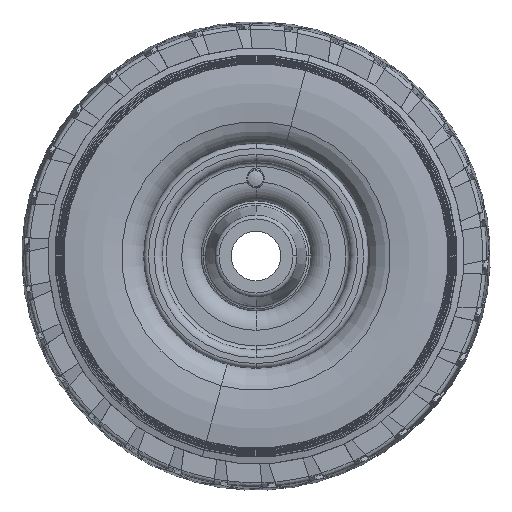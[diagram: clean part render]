
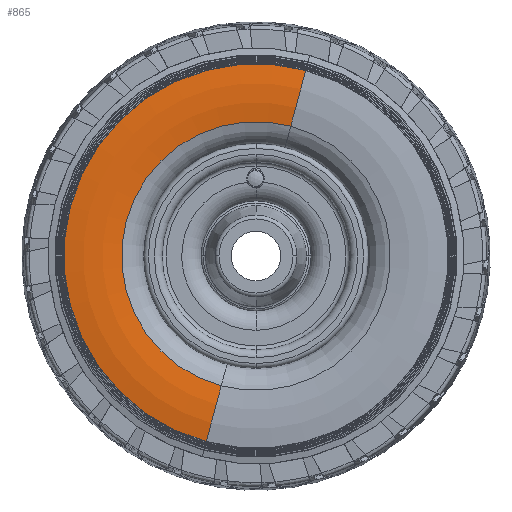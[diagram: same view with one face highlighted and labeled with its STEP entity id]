
A CAD part, front view. The second image highlights one B-rep face of the part: STEP entity #865.
In plain terms, the highlighted toroidal (fillet/blend) face has major radius 83.822 mm and minor radius 83.477 mm.
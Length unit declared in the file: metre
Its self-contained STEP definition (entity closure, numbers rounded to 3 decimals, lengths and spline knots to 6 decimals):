
#865=ADVANCED_FACE('1403:44149',(#3554),#3555,.T.);
#3554=FACE_OUTER_BOUND('',#9950,.T.);
#3555=TOROIDAL_SURFACE('',#9951,0.083822,0.083477);
#9950=EDGE_LOOP('',(#20440,#20441,#20442,#20443));
#9951=AXIS2_PLACEMENT_3D('',#20444,#20445,#20446);
#20440=ORIENTED_EDGE('',*,*,#39338,.T.);
#20441=ORIENTED_EDGE('',*,*,#39357,.T.);
#20442=ORIENTED_EDGE('',*,*,#39340,.T.);
#20443=ORIENTED_EDGE('',*,*,#39355,.T.);
#20444=CARTESIAN_POINT('',(0.0,0.045977,0.0));
#20445=DIRECTION('',(0.0,1.0,0.0));
#20446=DIRECTION('',(0.0,0.0,1.0));
#39338=EDGE_CURVE('',#46870,#46657,#46871,.T.);
#39340=EDGE_CURVE('',#46659,#46872,#46874,.T.);
#39355=EDGE_CURVE('1407:176992',#46872,#46870,#46895,.T.);
#39357=EDGE_CURVE('1403:44482',#46657,#46659,#46897,.T.);
#46657=VERTEX_POINT('',#67262);
#46659=VERTEX_POINT('',#67265);
#46870=VERTEX_POINT('',#67527);
#46871=CIRCLE('',#67528,0.083477);
#46872=VERTEX_POINT('',#67529);
#46874=CIRCLE('',#67531,0.083477);
#46895=CIRCLE('',#67554,0.068737);
#46897=CIRCLE('',#67556,0.098239);
#67262=CARTESIAN_POINT('',(0.0,-0.036246,0.098239));
#67265=CARTESIAN_POINT('',(0.,-0.036246,-0.098239));
#67527=CARTESIAN_POINT('',(0.,-0.036124,0.068737));
#67528=AXIS2_PLACEMENT_3D('',#105396,#105397,#105398);
#67529=CARTESIAN_POINT('',(0.,-0.036124,-0.068737));
#67531=AXIS2_PLACEMENT_3D('',#105402,#105403,#105404);
#67554=AXIS2_PLACEMENT_3D('',#105443,#105444,#105445);
#67556=AXIS2_PLACEMENT_3D('',#105449,#105450,#105451);
#105396=CARTESIAN_POINT('',(0.,0.045977,0.083822));
#105397=DIRECTION('',(-1.0,0.0,0.));
#105398=DIRECTION('',(0.,-0.0,1.0));
#105402=CARTESIAN_POINT('',(0.,0.045977,-0.083822));
#105403=DIRECTION('',(-1.0,0.0,0.));
#105404=DIRECTION('',(0.,0.0,-1.0));
#105443=CARTESIAN_POINT('',(0.,-0.036122,0.));
#105444=DIRECTION('',(0.,1.0,0.));
#105445=DIRECTION('',(0.,0.,1.0));
#105449=CARTESIAN_POINT('',(0.0,-0.036246,0.));
#105450=DIRECTION('',(0.0,-1.0,0.));
#105451=DIRECTION('',(0.0,0.,1.0));
